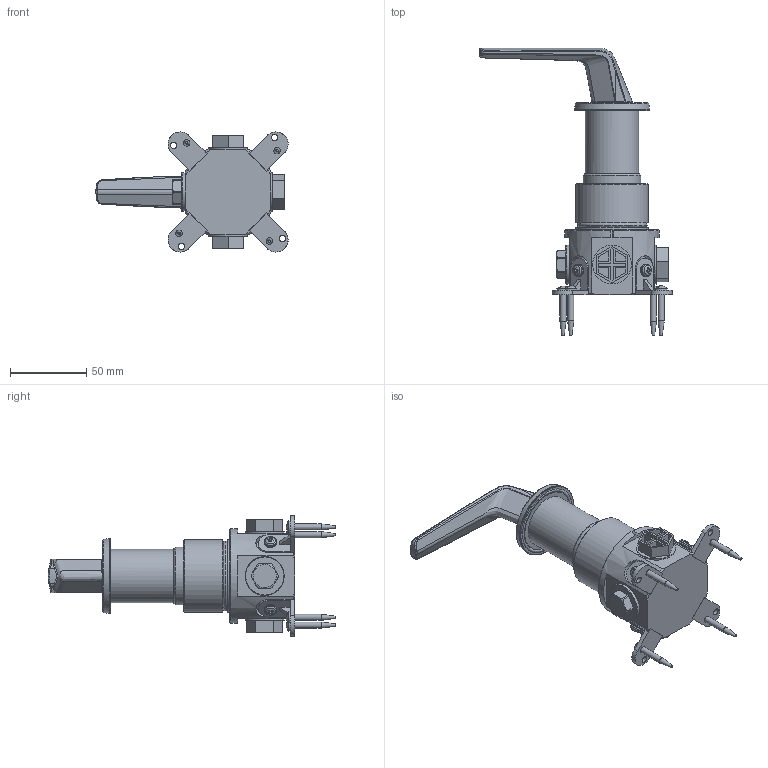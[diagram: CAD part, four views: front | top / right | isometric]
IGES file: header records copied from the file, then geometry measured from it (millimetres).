
Global section: file name: T2068-CTL; native system: Autodesk Inventor 2020; preprocessor: unknown; author: adaniels; date: 20221207.092644; units: millimetre
Bounding box: 126.35 x 189.2 x 78.93 mm (x, y, z)
Volume: 238299.3 mm3; surface area: 110463.9 mm2
Topology: 38 solids, 38 shells, 1924 faces, 5272 edges, 3522 vertices
Faces by surface type: bspline 1924
